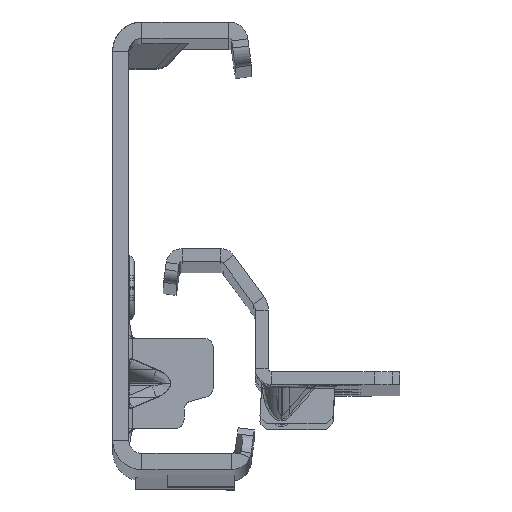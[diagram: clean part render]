
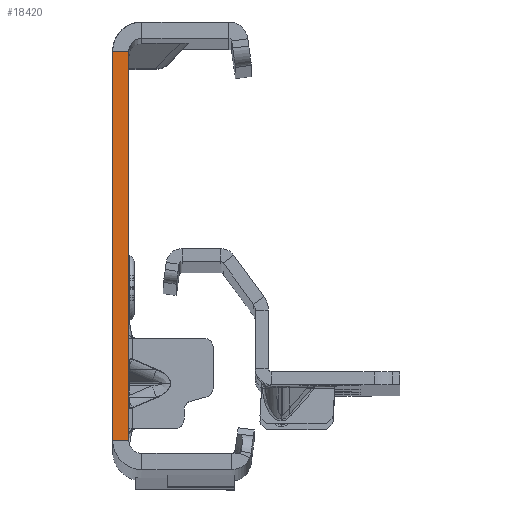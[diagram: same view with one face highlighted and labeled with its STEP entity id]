
A CAD part, top view. The second image highlights one B-rep face of the part: STEP entity #18420.
In plain terms, the highlighted planar face has unit normal (0, 0, 1).
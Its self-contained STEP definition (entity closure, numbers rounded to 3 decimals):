
#156 = ORIENTED_EDGE ( 'NONE', *, *, #18551, .F. ) ;
#481 = AXIS2_PLACEMENT_3D ( 'NONE', #5067, #12777, #5440 ) ;
#641 = DIRECTION ( 'NONE',  ( -1., 0., 0. ) ) ;
#3981 = CARTESIAN_POINT ( 'NONE',  ( -2.5, -30., 0. ) ) ;
#4558 = VECTOR ( 'NONE', #15180, 1000. ) ;
#5067 = CARTESIAN_POINT ( 'NONE',  ( -2.5, -32., 0. ) ) ;
#5440 = DIRECTION ( 'NONE',  ( 1., 0., 0. ) ) ;
#5645 = ORIENTED_EDGE ( 'NONE', *, *, #14928, .F. ) ;
#5896 = EDGE_CURVE ( 'NONE', #9446, #7997, #24111, .T. ) ;
#5948 = LINE ( 'NONE', #17187, #10922 ) ;
#6645 = VERTEX_POINT ( 'NONE', #11080 ) ;
#7838 = VECTOR ( 'NONE', #13097, 1000. ) ;
#7997 = VERTEX_POINT ( 'NONE', #3981 ) ;
#8228 = CARTESIAN_POINT ( 'NONE',  ( 0., -30., 0. ) ) ;
#9251 = ORIENTED_EDGE ( 'NONE', *, *, #5896, .T. ) ;
#9446 = VERTEX_POINT ( 'NONE', #21918 ) ;
#10922 = VECTOR ( 'NONE', #13656, 1000. ) ;
#11080 = CARTESIAN_POINT ( 'NONE',  ( 0., 30., 0. ) ) ;
#11251 = EDGE_LOOP ( 'NONE', ( #156, #16018, #9251, #5645 ) ) ;
#12777 = DIRECTION ( 'NONE',  ( 0., 0., 1. ) ) ;
#13097 = DIRECTION ( 'NONE',  ( -1., 0., 0. ) ) ;
#13280 = FACE_OUTER_BOUND ( 'NONE', #11251, .T. ) ;
#13656 = DIRECTION ( 'NONE',  ( 0., -1., 0. ) ) ;
#14676 = PLANE ( 'NONE',  #481 ) ;
#14866 = CARTESIAN_POINT ( 'NONE',  ( 0., 30., 0. ) ) ;
#14928 = EDGE_CURVE ( 'NONE', #22555, #7997, #20947, .T. ) ;
#15165 = CARTESIAN_POINT ( 'NONE',  ( 0., -30., 0. ) ) ;
#15180 = DIRECTION ( 'NONE',  ( 0., -1., 0. ) ) ;
#15239 = LINE ( 'NONE', #14866, #7838 ) ;
#16018 = ORIENTED_EDGE ( 'NONE', *, *, #24013, .T. ) ;
#17187 = CARTESIAN_POINT ( 'NONE',  ( 0., -32., 0. ) ) ;
#18420 = ADVANCED_FACE ( 'NONE', ( #13280 ), #14676, .T. ) ;
#18551 = EDGE_CURVE ( 'NONE', #6645, #22555, #5948, .T. ) ;
#20947 = LINE ( 'NONE', #15165, #24518 ) ;
#21918 = CARTESIAN_POINT ( 'NONE',  ( -2.5, 30., 0. ) ) ;
#22555 = VERTEX_POINT ( 'NONE', #8228 ) ;
#23748 = CARTESIAN_POINT ( 'NONE',  ( -2.5, -32., 0. ) ) ;
#24013 = EDGE_CURVE ( 'NONE', #6645, #9446, #15239, .T. ) ;
#24111 = LINE ( 'NONE', #23748, #4558 ) ;
#24518 = VECTOR ( 'NONE', #641, 1000. ) ;
